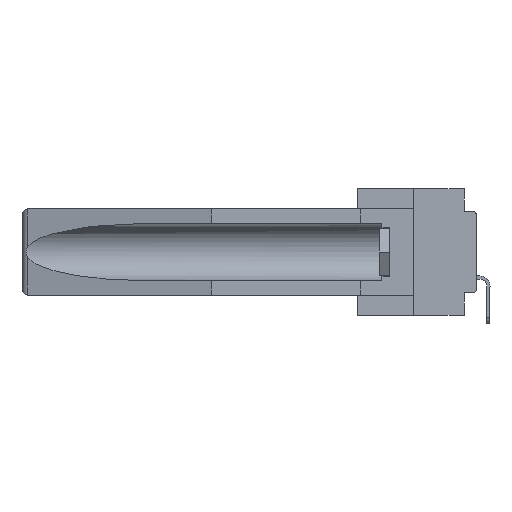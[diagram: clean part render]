
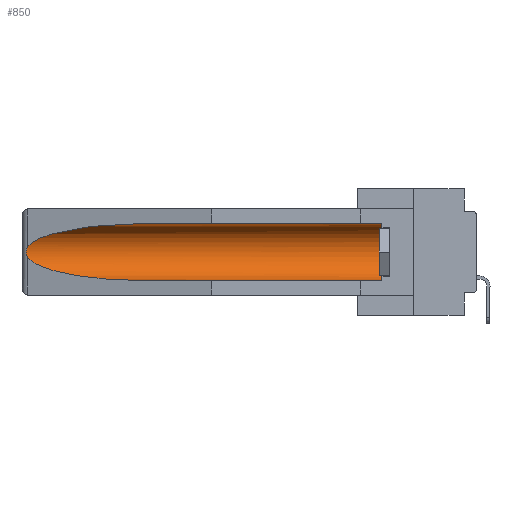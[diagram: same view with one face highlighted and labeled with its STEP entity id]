
A CAD part, left-side view. The second image highlights one B-rep face of the part: STEP entity #850.
In plain terms, the highlighted cylindrical face has radius 2.857 mm (diameter 5.715 mm), a partial arc.
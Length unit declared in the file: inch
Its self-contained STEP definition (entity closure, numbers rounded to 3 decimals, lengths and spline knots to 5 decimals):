
#476 = DIRECTION ( 'NONE',  ( 0., 0., 1. ) ) ;
#850 = ADVANCED_FACE ( 'NONE', ( #13975 ), #16289, .F. ) ;
#1214 = EDGE_CURVE ( 'NONE', #11838, #14753, #7211, .T. ) ;
#1372 = CARTESIAN_POINT ( 'NONE',  ( 0.26654, 1.53092, -0.15636 ) ) ;
#1874 = ORIENTED_EDGE ( 'NONE', *, *, #28081, .T. ) ;
#2685 = CARTESIAN_POINT ( 'NONE',  ( 0.155, 0.126, -0.1715 ) ) ;
#2777 = EDGE_CURVE ( 'NONE', #9851, #14753, #20859, .T. ) ;
#2953 = CARTESIAN_POINT ( 'NONE',  ( 0.155, 0.126, -0.284 ) ) ;
#3355 = CARTESIAN_POINT ( 'NONE',  ( 0.26537, 1.52718, -0.14972 ) ) ;
#3369 = CARTESIAN_POINT ( 'NONE',  ( 0.155, -0.30754, -0.1715 ) ) ;
#4972 = CARTESIAN_POINT ( 'NONE',  ( 0.25451, 1.48313, -0.24835 ) ) ;
#5747 = ORIENTED_EDGE ( 'NONE', *, *, #9926, .T. ) ;
#6347 = CARTESIAN_POINT ( 'NONE',  ( 0.26537, 1.52718, -0.14972 ) ) ;
#6362 = DIRECTION ( 'NONE',  ( 0., 0., 1. ) ) ;
#6452 = CARTESIAN_POINT ( 'NONE',  ( 0.2675, 1.53308, -0.16763 ) ) ;
#7211 = LINE ( 'NONE', #22750, #23376 ) ;
#8175 = CARTESIAN_POINT ( 'NONE',  ( 0.26597, 1.5296, -0.19026 ) ) ;
#8885 = CARTESIAN_POINT ( 'NONE',  ( 0.26537, 1.52718, -0.14972 ) ) ;
#8968 = CARTESIAN_POINT ( 'NONE',  ( 0.26537, 1.52718, -0.19328 ) ) ;
#9851 = VERTEX_POINT ( 'NONE', #23618 ) ;
#9926 = EDGE_CURVE ( 'NONE', #11838, #26135, #26971, .T. ) ;
#10034 = CARTESIAN_POINT ( 'NONE',  ( 0.21114, 1.30732, -0.284 ) ) ;
#10066 = VERTEX_POINT ( 'NONE', #3355 ) ;
#10467 = CARTESIAN_POINT ( 'NONE',  ( 0.26537, 1.52718, -0.19328 ) ) ;
#11391 = ORIENTED_EDGE ( 'NONE', *, *, #2777, .T. ) ;
#11756 = CARTESIAN_POINT ( 'NONE',  ( 0.25451, 1.48313, -0.09465 ) ) ;
#11838 = VERTEX_POINT ( 'NONE', #2953 ) ;
#13975 = FACE_OUTER_BOUND ( 'NONE', #26848, .T. ) ;
#14253 = CARTESIAN_POINT ( 'NONE',  ( 0.155, 1.07973, -0.059 ) ) ;
#14753 = VERTEX_POINT ( 'NONE', #16879 ) ;
#14991 = ORIENTED_EDGE ( 'NONE', *, *, #16276, .T. ) ;
#15145 = CARTESIAN_POINT ( 'NONE',  ( 0.155, 1.07973, -0.284 ) ) ;
#15602 = ORIENTED_EDGE ( 'NONE', *, *, #24020, .T. ) ;
#15626 =( BOUNDED_CURVE ( )  B_SPLINE_CURVE ( 3, ( #14253, #31600, #11756, #8885 ),
 .UNSPECIFIED., .F., .F. ) 
 B_SPLINE_CURVE_WITH_KNOTS ( ( 4, 4 ),
 ( 4.71239, 6.08839 ),
 .UNSPECIFIED. ) 
 CURVE ( )  GEOMETRIC_REPRESENTATION_ITEM ( )  RATIONAL_B_SPLINE_CURVE ( ( 1., 0.848, 0.848, 1. ) ) 
 REPRESENTATION_ITEM ( '' )  );
#16276 = EDGE_CURVE ( 'NONE', #10066, #9851, #27690, .T. ) ;
#16289 = CYLINDRICAL_SURFACE ( 'NONE', #28868, 0.1125 ) ;
#16869 = VERTEX_POINT ( 'NONE', #16909 ) ;
#16879 = CARTESIAN_POINT ( 'NONE',  ( 0.155, 1.07973, -0.284 ) ) ;
#16909 = CARTESIAN_POINT ( 'NONE',  ( 0.155, 1.07973, -0.059 ) ) ;
#17065 = ORIENTED_EDGE ( 'NONE', *, *, #1214, .F. ) ;
#18998 = CARTESIAN_POINT ( 'NONE',  ( 0.2673, 1.53269, -0.17917 ) ) ;
#19764 = AXIS2_PLACEMENT_3D ( 'NONE', #2685, #28264, #476 ) ;
#20859 =( BOUNDED_CURVE ( )  B_SPLINE_CURVE ( 3, ( #10467, #4972, #10034, #15145 ),
 .UNSPECIFIED., .F., .F. ) 
 B_SPLINE_CURVE_WITH_KNOTS ( ( 4, 4 ),
 ( 0.1948, 1.5708 ),
 .UNSPECIFIED. ) 
 CURVE ( )  GEOMETRIC_REPRESENTATION_ITEM ( )  RATIONAL_B_SPLINE_CURVE ( ( 1., 0.848, 0.848, 1. ) ) 
 REPRESENTATION_ITEM ( '' )  );
#21120 = VECTOR ( 'NONE', #26300, 39.37008 ) ;
#21396 = CARTESIAN_POINT ( 'NONE',  ( 0.2675, 1.53308, -0.17534 ) ) ;
#21660 = CARTESIAN_POINT ( 'NONE',  ( 0.155, 0.126, -0.059 ) ) ;
#22750 = CARTESIAN_POINT ( 'NONE',  ( 0.155, -0.30754, -0.284 ) ) ;
#23376 = VECTOR ( 'NONE', #28167, 39.37008 ) ;
#23523 = DIRECTION ( 'NONE',  ( 0., 1., 0. ) ) ;
#23618 = CARTESIAN_POINT ( 'NONE',  ( 0.26537, 1.52718, -0.19328 ) ) ;
#23936 = CARTESIAN_POINT ( 'NONE',  ( 0.26597, 1.52961, -0.15275 ) ) ;
#24020 = EDGE_CURVE ( 'NONE', #16869, #10066, #15626, .T. ) ;
#24099 = CARTESIAN_POINT ( 'NONE',  ( 0.155, -0.30754, -0.059 ) ) ;
#26135 = VERTEX_POINT ( 'NONE', #21660 ) ;
#26300 = DIRECTION ( 'NONE',  ( 0., 1., 0. ) ) ;
#26848 = EDGE_LOOP ( 'NONE', ( #15602, #14991, #11391, #17065, #5747, #1874 ) ) ;
#26971 = CIRCLE ( 'NONE', #19764, 0.1125 ) ;
#27690 = B_SPLINE_CURVE_WITH_KNOTS ( 'NONE', 3,
 ( #6347, #23936, #1372, #28367, #6452, #21396, #18998, #31784, #8175, #8968 ),
 .UNSPECIFIED., .F., .F.,
 ( 4, 2, 2, 2, 4 ),
 ( 0., 0.00029, 0.00058, 0.00087, 0.00117 ),
 .UNSPECIFIED. ) ;
#27813 = LINE ( 'NONE', #24099, #21120 ) ;
#28081 = EDGE_CURVE ( 'NONE', #26135, #16869, #27813, .T. ) ;
#28167 = DIRECTION ( 'NONE',  ( 0., 1., 0. ) ) ;
#28264 = DIRECTION ( 'NONE',  ( 0., -1., 0. ) ) ;
#28367 = CARTESIAN_POINT ( 'NONE',  ( 0.2673, 1.5327, -0.16383 ) ) ;
#28868 = AXIS2_PLACEMENT_3D ( 'NONE', #3369, #23523, #6362 ) ;
#31600 = CARTESIAN_POINT ( 'NONE',  ( 0.21114, 1.30732, -0.059 ) ) ;
#31784 = CARTESIAN_POINT ( 'NONE',  ( 0.26655, 1.53094, -0.18657 ) ) ;
